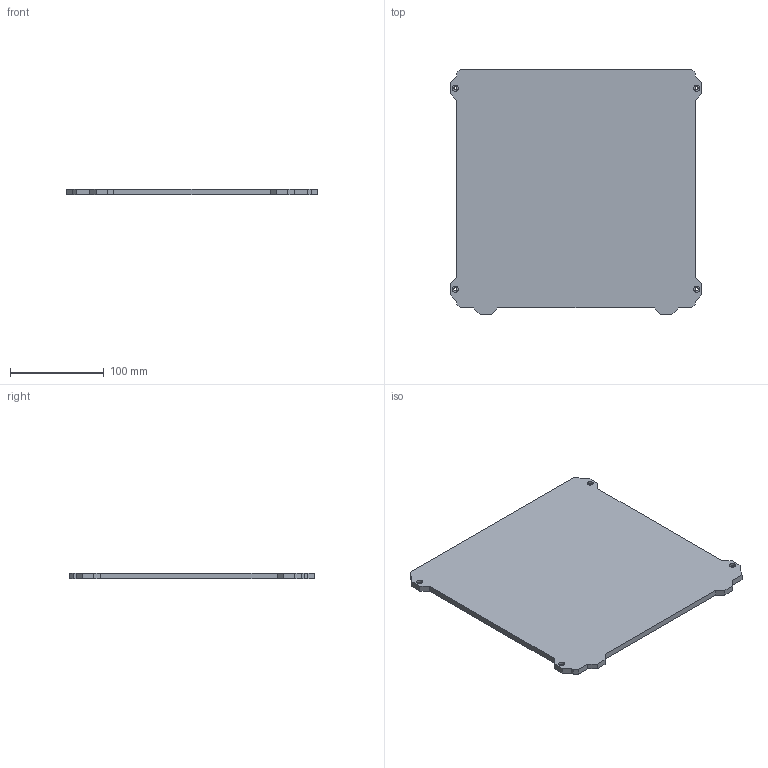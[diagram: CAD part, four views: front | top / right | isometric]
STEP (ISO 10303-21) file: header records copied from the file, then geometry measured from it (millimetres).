
FILE_DESCRIPTION(/* description */ (''),/* implementation_level */ '2;1');
FILE_NAME(/* name */ 'Arc Bed (Mandala 250) - BETA.step',/* time_stamp */ '2024-07-19T10:53:12+02:00',/* author */ (''),/* organization */ (''),/* preprocessor_version */ 'ST-DEVELOPER v20',/* originating_system */ 'Autodesk Translation Framework v13.14.0.145',/* authorisation */ '');
FILE_SCHEMA (('AUTOMOTIVE_DESIGN { 1 0 10303 214 3 1 1 }'));
Length unit declared in the file: millimetre
Products named in the file (3): Arc Bed - Mandala; Assembly; Precision Alca5/ATP5/MIC6/5083 Aluminum Bed Plate
Assembly tree (2 placements, depth 3):
  Arc Bed - Mandala
    Assembly
      Precision Alca5/ATP5/MIC6/5083 Aluminum Bed Plate
Bounding box: 269 x 262 x 6.35 mm (x, y, z)
Volume: 416470.6 mm3; surface area: 139231.4 mm2
Topology: 1 solids, 1 shells, 92 faces, 246 edges, 164 vertices
Faces by surface type: plane 64, cylinder 28
Full cylindrical faces by diameter (mm): 3.2 x4, 6.5 x4
Entity records: 2964 total; most frequent: CARTESIAN_POINT 507, DIRECTION 498, ORIENTED_EDGE 492, EDGE_CURVE 246, LINE 188, VECTOR 188, VERTEX_POINT 164, AXIS2_PLACEMENT_3D 155
